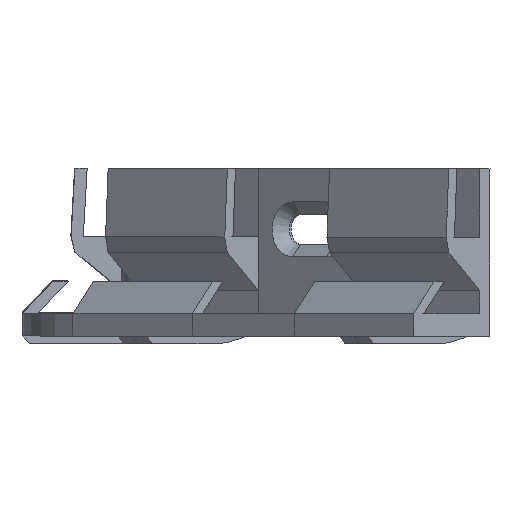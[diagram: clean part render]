
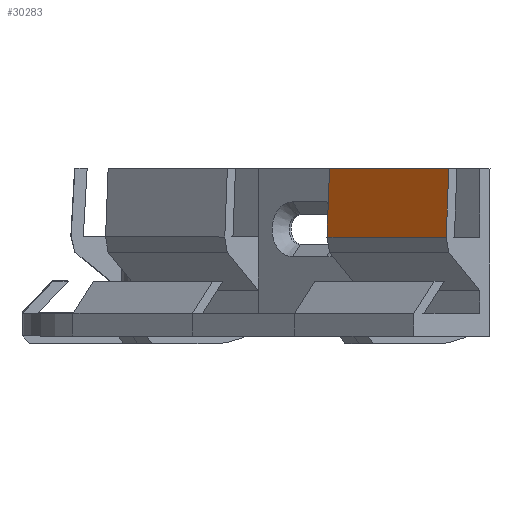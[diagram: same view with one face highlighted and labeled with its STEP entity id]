
A CAD part, left-side view. The second image highlights one B-rep face of the part: STEP entity #30283.
In plain terms, the highlighted face is planar.
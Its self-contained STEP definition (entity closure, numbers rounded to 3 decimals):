
#28388 = PLANE('',#28389);
#28389 = AXIS2_PLACEMENT_3D('',#28390,#28391,#28392);
#28390 = CARTESIAN_POINT('',(-10.5,5.766,9.503));
#28391 = DIRECTION('',(-1.,0.,0.));
#28392 = DIRECTION('',(0.,0.,1.));
#28822 = PLANE('',#28823);
#28823 = AXIS2_PLACEMENT_3D('',#28824,#28825,#28826);
#28824 = CARTESIAN_POINT('',(10.5,5.766,9.503));
#28825 = DIRECTION('',(-1.,0.,0.));
#28826 = DIRECTION('',(0.,0.,1.));
#29082 = VERTEX_POINT('',#29083);
#29083 = CARTESIAN_POINT('',(-10.5,8.1,22.));
#29097 = PLANE('',#29098);
#29098 = AXIS2_PLACEMENT_3D('',#29099,#29100,#29101);
#29099 = CARTESIAN_POINT('',(0.,6.5,22.));
#29100 = DIRECTION('',(0.,0.,-1.));
#29101 = DIRECTION('',(0.,1.,0.));
#29109 = EDGE_CURVE('',#29082,#29110,#29112,.T.);
#29110 = VERTEX_POINT('',#29111);
#29111 = CARTESIAN_POINT('',(-10.5,8.6,13.));
#29112 = SURFACE_CURVE('',#29113,(#29117,#29124),.PCURVE_S1.);
#29113 = LINE('',#29114,#29115);
#29114 = CARTESIAN_POINT('',(-10.5,8.1,22.));
#29115 = VECTOR('',#29116,1.);
#29116 = DIRECTION('',(0.,0.055,-0.998));
#29117 = PCURVE('',#28388,#29118);
#29118 = DEFINITIONAL_REPRESENTATION('',(#29119),#29123);
#29119 = LINE('',#29120,#29121);
#29120 = CARTESIAN_POINT('',(12.497,2.334));
#29121 = VECTOR('',#29122,1.);
#29122 = DIRECTION('',(-0.998,0.055));
#29123 = ( GEOMETRIC_REPRESENTATION_CONTEXT(2) 
PARAMETRIC_REPRESENTATION_CONTEXT() REPRESENTATION_CONTEXT('2D SPACE',''
  ) );
#29124 = PCURVE('',#29125,#29130);
#29125 = PLANE('',#29126);
#29126 = AXIS2_PLACEMENT_3D('',#29127,#29128,#29129);
#29127 = CARTESIAN_POINT('',(0.,8.1,22.));
#29128 = DIRECTION('',(-0.,-0.998,-0.055));
#29129 = DIRECTION('',(0.,0.055,-0.998));
#29130 = DEFINITIONAL_REPRESENTATION('',(#29131),#29135);
#29131 = LINE('',#29132,#29133);
#29132 = CARTESIAN_POINT('',(0.,-10.5));
#29133 = VECTOR('',#29134,1.);
#29134 = DIRECTION('',(1.,0.));
#29135 = ( GEOMETRIC_REPRESENTATION_CONTEXT(2) 
PARAMETRIC_REPRESENTATION_CONTEXT() REPRESENTATION_CONTEXT('2D SPACE',''
  ) );
#29153 = PLANE('',#29154);
#29154 = AXIS2_PLACEMENT_3D('',#29155,#29156,#29157);
#29155 = CARTESIAN_POINT('',(0.,8.6,13.));
#29156 = DIRECTION('',(0.,-0.97,0.243));
#29157 = DIRECTION('',(-0.,-0.243,-0.97));
#29928 = VERTEX_POINT('',#29929);
#29929 = CARTESIAN_POINT('',(10.5,8.1,22.));
#29950 = EDGE_CURVE('',#29928,#29951,#29953,.T.);
#29951 = VERTEX_POINT('',#29952);
#29952 = CARTESIAN_POINT('',(10.5,8.6,13.));
#29953 = SURFACE_CURVE('',#29954,(#29958,#29965),.PCURVE_S1.);
#29954 = LINE('',#29955,#29956);
#29955 = CARTESIAN_POINT('',(10.5,8.1,22.));
#29956 = VECTOR('',#29957,1.);
#29957 = DIRECTION('',(0.,0.055,-0.998));
#29958 = PCURVE('',#28822,#29959);
#29959 = DEFINITIONAL_REPRESENTATION('',(#29960),#29964);
#29960 = LINE('',#29961,#29962);
#29961 = CARTESIAN_POINT('',(12.497,2.334));
#29962 = VECTOR('',#29963,1.);
#29963 = DIRECTION('',(-0.998,0.055));
#29964 = ( GEOMETRIC_REPRESENTATION_CONTEXT(2) 
PARAMETRIC_REPRESENTATION_CONTEXT() REPRESENTATION_CONTEXT('2D SPACE',''
  ) );
#29965 = PCURVE('',#29125,#29966);
#29966 = DEFINITIONAL_REPRESENTATION('',(#29967),#29971);
#29967 = LINE('',#29968,#29969);
#29968 = CARTESIAN_POINT('',(0.,10.5));
#29969 = VECTOR('',#29970,1.);
#29970 = DIRECTION('',(1.,0.));
#29971 = ( GEOMETRIC_REPRESENTATION_CONTEXT(2) 
PARAMETRIC_REPRESENTATION_CONTEXT() REPRESENTATION_CONTEXT('2D SPACE',''
  ) );
#30261 = EDGE_CURVE('',#29928,#29082,#30262,.T.);
#30262 = SURFACE_CURVE('',#30263,(#30267,#30274),.PCURVE_S1.);
#30263 = LINE('',#30264,#30265);
#30264 = CARTESIAN_POINT('',(10.5,8.1,22.));
#30265 = VECTOR('',#30266,1.);
#30266 = DIRECTION('',(-1.,0.,0.));
#30267 = PCURVE('',#29097,#30268);
#30268 = DEFINITIONAL_REPRESENTATION('',(#30269),#30273);
#30269 = LINE('',#30270,#30271);
#30270 = CARTESIAN_POINT('',(1.6,10.5));
#30271 = VECTOR('',#30272,1.);
#30272 = DIRECTION('',(0.,-1.));
#30273 = ( GEOMETRIC_REPRESENTATION_CONTEXT(2) 
PARAMETRIC_REPRESENTATION_CONTEXT() REPRESENTATION_CONTEXT('2D SPACE',''
  ) );
#30274 = PCURVE('',#29125,#30275);
#30275 = DEFINITIONAL_REPRESENTATION('',(#30276),#30280);
#30276 = LINE('',#30277,#30278);
#30277 = CARTESIAN_POINT('',(0.,10.5));
#30278 = VECTOR('',#30279,1.);
#30279 = DIRECTION('',(0.,-1.));
#30280 = ( GEOMETRIC_REPRESENTATION_CONTEXT(2) 
PARAMETRIC_REPRESENTATION_CONTEXT() REPRESENTATION_CONTEXT('2D SPACE',''
  ) );
#30283 = ADVANCED_FACE('',(#30284),#29125,.F.);
#30284 = FACE_BOUND('',#30285,.F.);
#30285 = EDGE_LOOP('',(#30286,#30287,#30308,#30309));
#30286 = ORIENTED_EDGE('',*,*,#29109,.T.);
#30287 = ORIENTED_EDGE('',*,*,#30288,.F.);
#30288 = EDGE_CURVE('',#29951,#29110,#30289,.T.);
#30289 = SURFACE_CURVE('',#30290,(#30294,#30301),.PCURVE_S1.);
#30290 = LINE('',#30291,#30292);
#30291 = CARTESIAN_POINT('',(10.5,8.6,13.));
#30292 = VECTOR('',#30293,1.);
#30293 = DIRECTION('',(-1.,0.,0.));
#30294 = PCURVE('',#29125,#30295);
#30295 = DEFINITIONAL_REPRESENTATION('',(#30296),#30300);
#30296 = LINE('',#30297,#30298);
#30297 = CARTESIAN_POINT('',(9.014,10.5));
#30298 = VECTOR('',#30299,1.);
#30299 = DIRECTION('',(0.,-1.));
#30300 = ( GEOMETRIC_REPRESENTATION_CONTEXT(2) 
PARAMETRIC_REPRESENTATION_CONTEXT() REPRESENTATION_CONTEXT('2D SPACE',''
  ) );
#30301 = PCURVE('',#29153,#30302);
#30302 = DEFINITIONAL_REPRESENTATION('',(#30303),#30307);
#30303 = LINE('',#30304,#30305);
#30304 = CARTESIAN_POINT('',(-0.,10.5));
#30305 = VECTOR('',#30306,1.);
#30306 = DIRECTION('',(0.,-1.));
#30307 = ( GEOMETRIC_REPRESENTATION_CONTEXT(2) 
PARAMETRIC_REPRESENTATION_CONTEXT() REPRESENTATION_CONTEXT('2D SPACE',''
  ) );
#30308 = ORIENTED_EDGE('',*,*,#29950,.F.);
#30309 = ORIENTED_EDGE('',*,*,#30261,.T.);
